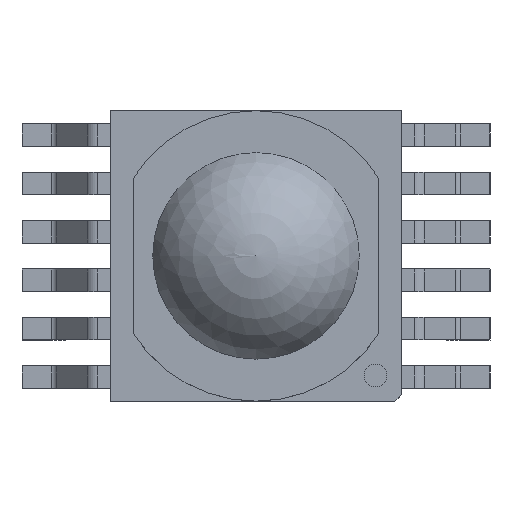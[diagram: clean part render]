
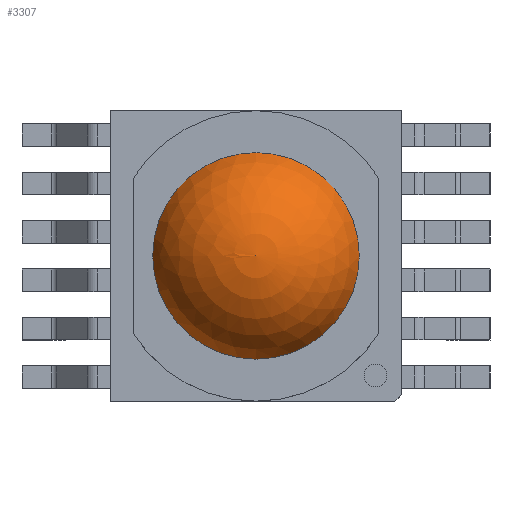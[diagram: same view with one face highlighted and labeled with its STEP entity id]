
A CAD part, top view. The second image highlights one B-rep face of the part: STEP entity #3307.
In plain terms, the highlighted spherical face has radius 3.4 mm.
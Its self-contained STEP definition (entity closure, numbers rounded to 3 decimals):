
#14=SPHERICAL_SURFACE('',#3594,3.4);
#166=CIRCLE('',#3595,3.2);
#167=CIRCLE('',#3596,3.2);
#168=CIRCLE('',#3597,3.4);
#366=FACE_OUTER_BOUND('',#547,.T.);
#547=EDGE_LOOP('',(#2940,#2941,#2942,#2943));
#1593=VERTEX_POINT('',#5456);
#1594=VERTEX_POINT('',#5457);
#1595=VERTEX_POINT('',#5460);
#2055=EDGE_CURVE('',#1593,#1594,#166,.T.);
#2056=EDGE_CURVE('',#1594,#1593,#167,.T.);
#2057=EDGE_CURVE('',#1595,#1594,#168,.T.);
#2940=ORIENTED_EDGE('',*,*,#2055,.F.);
#2941=ORIENTED_EDGE('',*,*,#2056,.F.);
#2942=ORIENTED_EDGE('',*,*,#2057,.F.);
#2943=ORIENTED_EDGE('',*,*,#2057,.T.);
#3307=ADVANCED_FACE('',(#366),#14,.T.);
#3594=AXIS2_PLACEMENT_3D('',#5455,#4486,#4487);
#3595=AXIS2_PLACEMENT_3D('',#5458,#4488,#4489);
#3596=AXIS2_PLACEMENT_3D('',#5459,#4490,#4491);
#3597=AXIS2_PLACEMENT_3D('',#5461,#4492,#4493);
#4486=DIRECTION('center_axis',(0.,0.,1.));
#4487=DIRECTION('ref_axis',(1.,0.,0.));
#4488=DIRECTION('center_axis',(0.,0.,-1.));
#4489=DIRECTION('ref_axis',(0.,1.,0.));
#4490=DIRECTION('center_axis',(0.,0.,-1.));
#4491=DIRECTION('ref_axis',(0.,1.,0.));
#4492=DIRECTION('center_axis',(0.,-1.,0.));
#4493=DIRECTION('ref_axis',(-1.,0.,0.));
#5455=CARTESIAN_POINT('Origin',(0.,0.,2.25));
#5456=CARTESIAN_POINT('',(0.,-3.2,3.4));
#5457=CARTESIAN_POINT('',(-3.2,0.,3.4));
#5458=CARTESIAN_POINT('Origin',(0.,0.,3.4));
#5459=CARTESIAN_POINT('Origin',(0.,0.,3.4));
#5460=CARTESIAN_POINT('',(0.,0.,5.65));
#5461=CARTESIAN_POINT('Origin',(0.,0.,2.25));
